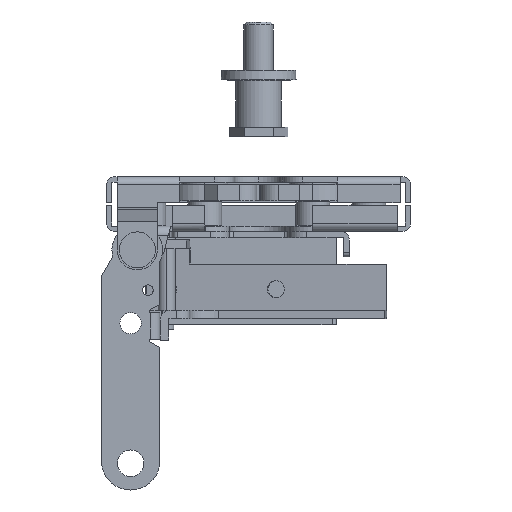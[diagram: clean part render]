
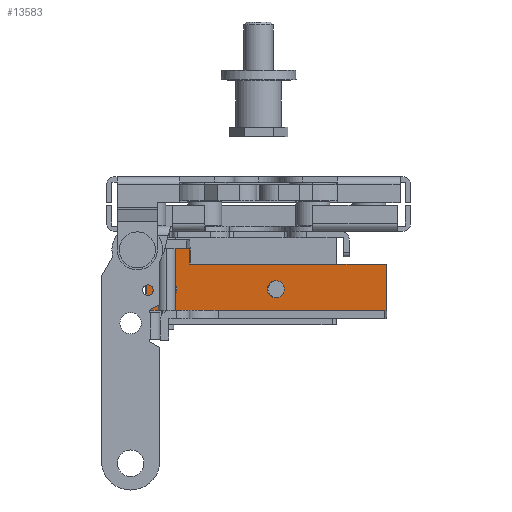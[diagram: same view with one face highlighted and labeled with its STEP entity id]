
A CAD part, left-side view. The second image highlights one B-rep face of the part: STEP entity #13583.
In plain terms, the highlighted face is planar.
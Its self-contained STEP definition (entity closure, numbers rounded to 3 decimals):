
#119 = CARTESIAN_POINT ( 'NONE',  ( 6.8, -8., 9.5 ) ) ;
#196 = ORIENTED_EDGE ( 'NONE', *, *, #4678, .F. ) ;
#243 = LINE ( 'NONE', #1963, #8929 ) ;
#923 = CARTESIAN_POINT ( 'NONE',  ( 6.8, 8., 15.3 ) ) ;
#998 = DIRECTION ( 'NONE',  ( 0., 0., 1. ) ) ;
#1067 = DIRECTION ( 'NONE',  ( -1., 0., 0. ) ) ;
#1122 = CARTESIAN_POINT ( 'NONE',  ( 6.8, 0., 0. ) ) ;
#1478 = LINE ( 'NONE', #4467, #13690 ) ;
#1916 = EDGE_CURVE ( 'NONE', #6117, #9332, #4444, .T. ) ;
#1963 = CARTESIAN_POINT ( 'NONE',  ( 6.8, -82., -11. ) ) ;
#2673 = AXIS2_PLACEMENT_3D ( 'NONE', #11998, #7339, #7396 ) ;
#2942 = VERTEX_POINT ( 'NONE', #11225 ) ;
#3045 = EDGE_CURVE ( 'NONE', #2942, #4204, #15345, .T. ) ;
#3160 = ORIENTED_EDGE ( 'NONE', *, *, #1916, .F. ) ;
#3455 = CARTESIAN_POINT ( 'NONE',  ( 6.8, -40.5, 3.2 ) ) ;
#4051 = FACE_OUTER_BOUND ( 'NONE', #11284, .T. ) ;
#4174 = VERTEX_POINT ( 'NONE', #6770 ) ;
#4204 = VERTEX_POINT ( 'NONE', #923 ) ;
#4223 = FACE_BOUND ( 'NONE', #12546, .T. ) ;
#4252 = EDGE_CURVE ( 'NONE', #9332, #4174, #1478, .T. ) ;
#4444 = LINE ( 'NONE', #7906, #8542 ) ;
#4467 = CARTESIAN_POINT ( 'NONE',  ( 6.8, -82., 9.5 ) ) ;
#4548 = DIRECTION ( 'NONE',  ( -1., 0., 0. ) ) ;
#4666 = CARTESIAN_POINT ( 'NONE',  ( 6.8, -82., 15.3 ) ) ;
#4678 = EDGE_CURVE ( 'NONE', #11180, #13224, #9369, .T. ) ;
#4834 = ORIENTED_EDGE ( 'NONE', *, *, #9752, .F. ) ;
#4905 = EDGE_LOOP ( 'NONE', ( #196, #9657 ) ) ;
#5422 = CARTESIAN_POINT ( 'NONE',  ( 6.8, -40.5, 0. ) ) ;
#5452 = DIRECTION ( 'NONE',  ( 0., 0., -1. ) ) ;
#5690 = ORIENTED_EDGE ( 'NONE', *, *, #4252, .F. ) ;
#5817 = DIRECTION ( 'NONE',  ( -1., 0., 0. ) ) ;
#5855 = ORIENTED_EDGE ( 'NONE', *, *, #14681, .F. ) ;
#6117 = VERTEX_POINT ( 'NONE', #8322 ) ;
#6303 = CIRCLE ( 'NONE', #13595, 3.2 ) ;
#6602 = DIRECTION ( 'NONE',  ( -1., 0., 0. ) ) ;
#6727 = CARTESIAN_POINT ( 'NONE',  ( 6.8, 8., -11. ) ) ;
#6770 = CARTESIAN_POINT ( 'NONE',  ( 6.8, -82., 9.5 ) ) ;
#6893 = PLANE ( 'NONE',  #14007 ) ;
#7079 = CARTESIAN_POINT ( 'NONE',  ( 6.8, -82., -7.8 ) ) ;
#7339 = DIRECTION ( 'NONE',  ( -1., 0., 0. ) ) ;
#7396 = DIRECTION ( 'NONE',  ( 0., 0., 1. ) ) ;
#7719 = CIRCLE ( 'NONE', #9656, 3.2 ) ;
#7750 = CIRCLE ( 'NONE', #2673, 3.2 ) ;
#7906 = CARTESIAN_POINT ( 'NONE',  ( 6.8, -8., -11. ) ) ;
#8175 = DIRECTION ( 'NONE',  ( 0., 1., 0. ) ) ;
#8315 = VECTOR ( 'NONE', #13867, 1000. ) ;
#8322 = CARTESIAN_POINT ( 'NONE',  ( 6.8, -8., 15.3 ) ) ;
#8542 = VECTOR ( 'NONE', #5452, 1000. ) ;
#8646 = CARTESIAN_POINT ( 'NONE',  ( 6.8, 0., -3.2 ) ) ;
#8702 = CARTESIAN_POINT ( 'NONE',  ( 6.8, -82., -7.8 ) ) ;
#8929 = VECTOR ( 'NONE', #12424, 1000. ) ;
#9000 = VERTEX_POINT ( 'NONE', #13855 ) ;
#9151 = CARTESIAN_POINT ( 'NONE',  ( 6.8, -40.5, 0. ) ) ;
#9282 = VERTEX_POINT ( 'NONE', #8702 ) ;
#9332 = VERTEX_POINT ( 'NONE', #119 ) ;
#9369 = CIRCLE ( 'NONE', #14498, 3.2 ) ;
#9656 = AXIS2_PLACEMENT_3D ( 'NONE', #5422, #6602, #10016 ) ;
#9657 = ORIENTED_EDGE ( 'NONE', *, *, #9954, .F. ) ;
#9752 = EDGE_CURVE ( 'NONE', #13533, #9000, #6303, .T. ) ;
#9954 = EDGE_CURVE ( 'NONE', #13224, #11180, #7750, .T. ) ;
#10016 = DIRECTION ( 'NONE',  ( 0., 0., 1. ) ) ;
#10349 = FACE_BOUND ( 'NONE', #4905, .T. ) ;
#11180 = VERTEX_POINT ( 'NONE', #13414 ) ;
#11225 = CARTESIAN_POINT ( 'NONE',  ( 6.8, 8., -7.8 ) ) ;
#11284 = EDGE_LOOP ( 'NONE', ( #3160, #14754, #13765, #13917, #12206, #5690 ) ) ;
#11297 = EDGE_CURVE ( 'NONE', #9282, #4174, #243, .T. ) ;
#11328 = VECTOR ( 'NONE', #8175, 1000. ) ;
#11670 = EDGE_CURVE ( 'NONE', #9282, #2942, #12622, .T. ) ;
#11998 = CARTESIAN_POINT ( 'NONE',  ( 6.8, 0., 0. ) ) ;
#12206 = ORIENTED_EDGE ( 'NONE', *, *, #11297, .T. ) ;
#12424 = DIRECTION ( 'NONE',  ( 0., 0., 1. ) ) ;
#12546 = EDGE_LOOP ( 'NONE', ( #4834, #5855 ) ) ;
#12622 = LINE ( 'NONE', #7079, #11328 ) ;
#12797 = DIRECTION ( 'NONE',  ( 0., 1., 0. ) ) ;
#13066 = DIRECTION ( 'NONE',  ( 0., 0., 1. ) ) ;
#13224 = VERTEX_POINT ( 'NONE', #8646 ) ;
#13414 = CARTESIAN_POINT ( 'NONE',  ( 6.8, 0., 3.2 ) ) ;
#13500 = EDGE_CURVE ( 'NONE', #6117, #4204, #13691, .T. ) ;
#13508 = VECTOR ( 'NONE', #12797, 1000. ) ;
#13533 = VERTEX_POINT ( 'NONE', #3455 ) ;
#13583 = ADVANCED_FACE ( 'NONE', ( #10349, #4223, #4051 ), #6893, .T. ) ;
#13595 = AXIS2_PLACEMENT_3D ( 'NONE', #9151, #4548, #15205 ) ;
#13690 = VECTOR ( 'NONE', #13949, 1000. ) ;
#13691 = LINE ( 'NONE', #4666, #13508 ) ;
#13765 = ORIENTED_EDGE ( 'NONE', *, *, #3045, .F. ) ;
#13855 = CARTESIAN_POINT ( 'NONE',  ( 6.8, -40.5, -3.2 ) ) ;
#13867 = DIRECTION ( 'NONE',  ( 0., 0., 1. ) ) ;
#13917 = ORIENTED_EDGE ( 'NONE', *, *, #11670, .F. ) ;
#13949 = DIRECTION ( 'NONE',  ( 0., -1., 0. ) ) ;
#14007 = AXIS2_PLACEMENT_3D ( 'NONE', #15152, #5817, #998 ) ;
#14498 = AXIS2_PLACEMENT_3D ( 'NONE', #1122, #1067, #13066 ) ;
#14681 = EDGE_CURVE ( 'NONE', #9000, #13533, #7719, .T. ) ;
#14754 = ORIENTED_EDGE ( 'NONE', *, *, #13500, .T. ) ;
#15152 = CARTESIAN_POINT ( 'NONE',  ( 6.8, -82., -11. ) ) ;
#15205 = DIRECTION ( 'NONE',  ( 0., 0., 1. ) ) ;
#15345 = LINE ( 'NONE', #6727, #8315 ) ;
